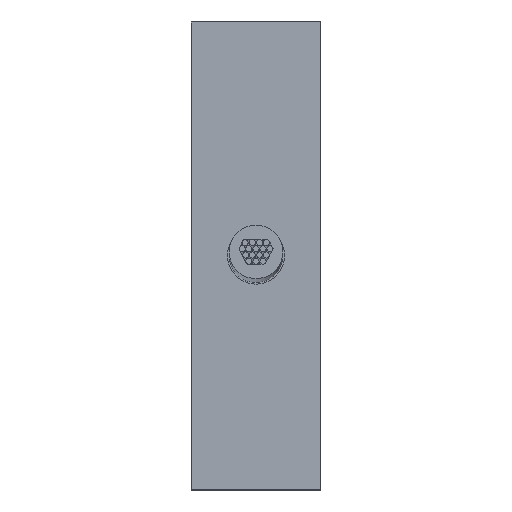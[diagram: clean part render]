
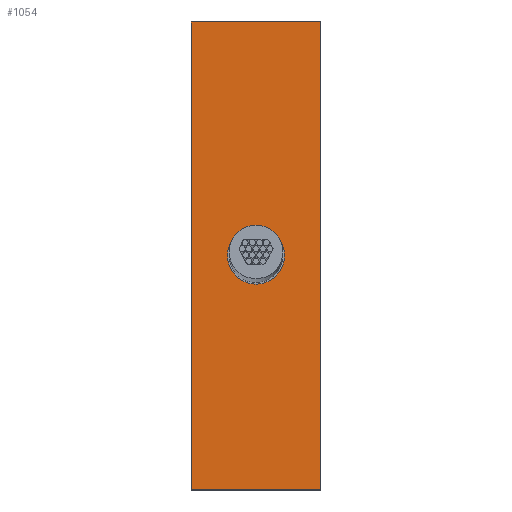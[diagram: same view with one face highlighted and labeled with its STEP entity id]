
A CAD part, top view. The second image highlights one B-rep face of the part: STEP entity #1054.
In plain terms, the highlighted face is planar.
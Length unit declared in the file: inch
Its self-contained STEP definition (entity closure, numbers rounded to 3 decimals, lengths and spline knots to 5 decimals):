
#1=DIRECTION('',(0.,0.,-1.));
#2=VECTOR('',#1,0.76);
#3=CARTESIAN_POINT('',(0.,-0.38,0.38));
#4=LINE('',#3,#2);
#37=DIRECTION('',(1.,0.,0.));
#38=VECTOR('',#37,0.21);
#39=CARTESIAN_POINT('',(0.,-0.38,0.38));
#40=LINE('',#39,#38);
#41=CARTESIAN_POINT('',(0.105,-0.38,0.));
#42=DIRECTION('',(0.,-1.,0.));
#43=DIRECTION('',(0.,0.,-1.));
#44=AXIS2_PLACEMENT_3D('',#41,#42,#43);
#46=CARTESIAN_POINT('',(0.105,-0.38,0.));
#47=DIRECTION('',(0.,-1.,0.));
#48=DIRECTION('',(0.,0.,1.));
#49=AXIS2_PLACEMENT_3D('',#46,#47,#48);
#219=DIRECTION('',(1.,0.,0.));
#220=VECTOR('',#219,0.21);
#221=CARTESIAN_POINT('',(0.,-0.38,-0.38));
#222=LINE('',#221,#220);
#223=DIRECTION('',(0.,0.,-1.));
#224=VECTOR('',#223,0.76);
#225=CARTESIAN_POINT('',(0.21,-0.38,0.38));
#226=LINE('',#225,#224);
#788=CARTESIAN_POINT('',(0.,-0.38,0.38));
#789=CARTESIAN_POINT('',(0.,-0.38,-0.38));
#790=VERTEX_POINT('',#788);
#791=VERTEX_POINT('',#789);
#796=CARTESIAN_POINT('',(0.21,-0.38,0.38));
#797=CARTESIAN_POINT('',(0.21,-0.38,-0.38));
#798=VERTEX_POINT('',#796);
#799=VERTEX_POINT('',#797);
#932=CARTESIAN_POINT('',(0.105,-0.38,-0.0465));
#933=CARTESIAN_POINT('',(0.105,-0.38,0.0465));
#934=VERTEX_POINT('',#932);
#935=VERTEX_POINT('',#933);
#1034=CARTESIAN_POINT('',(0.,-0.38,0.38));
#1035=DIRECTION('',(0.,-1.,0.));
#1036=DIRECTION('',(0.,0.,-1.));
#1037=AXIS2_PLACEMENT_3D('',#1034,#1035,#1036);
#1038=PLANE('',#1037);
#1039=ORIENTED_EDGE('',*,*,#1011,.F.);
#1041=ORIENTED_EDGE('',*,*,#1040,.T.);
#1043=ORIENTED_EDGE('',*,*,#1042,.T.);
#1045=ORIENTED_EDGE('',*,*,#1044,.F.);
#1046=EDGE_LOOP('',(#1039,#1041,#1043,#1045));
#1047=FACE_OUTER_BOUND('',#1046,.F.);
#1049=ORIENTED_EDGE('',*,*,#1048,.T.);
#1051=ORIENTED_EDGE('',*,*,#1050,.T.);
#1052=EDGE_LOOP('',(#1049,#1051));
#1053=FACE_BOUND('',#1052,.F.);
#1054=ADVANCED_FACE('',(#1047,#1053),#1038,.T.);
#45=CIRCLE('',#44,0.0465);
#50=CIRCLE('',#49,0.0465);
#1011=EDGE_CURVE('',#790,#791,#4,.T.);
#1040=EDGE_CURVE('',#790,#798,#40,.T.);
#1042=EDGE_CURVE('',#798,#799,#226,.T.);
#1044=EDGE_CURVE('',#791,#799,#222,.T.);
#1048=EDGE_CURVE('',#934,#935,#45,.T.);
#1050=EDGE_CURVE('',#935,#934,#50,.T.);
